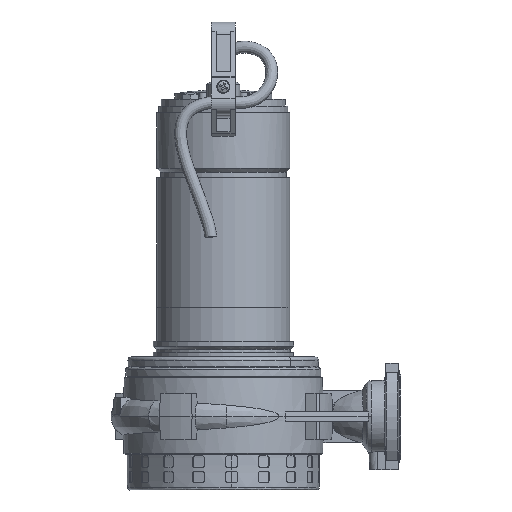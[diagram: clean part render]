
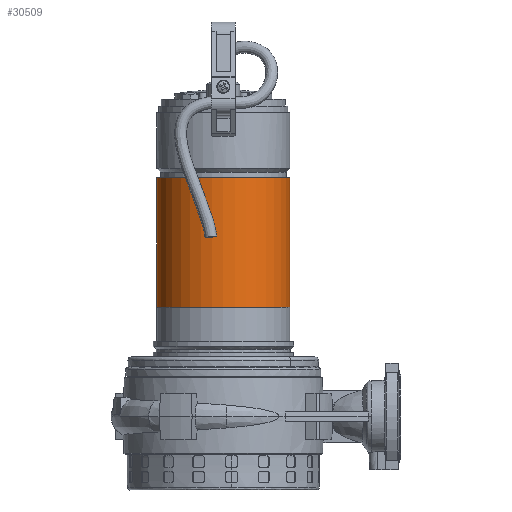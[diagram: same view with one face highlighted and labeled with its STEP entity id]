
A CAD part, front view. The second image highlights one B-rep face of the part: STEP entity #30509.
In plain terms, the highlighted cylindrical face has radius 56 mm (diameter 112 mm), a partial arc.
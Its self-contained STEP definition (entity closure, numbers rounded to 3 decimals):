
#1513 = VERTEX_POINT ( 'NONE', #13262 ) ;
#3511 = VERTEX_POINT ( 'NONE', #12820 ) ;
#3971 = VECTOR ( 'NONE', #21096, 1000. ) ;
#10383 = CARTESIAN_POINT ( 'NONE',  ( 0., 51., -56. ) ) ;
#10696 = CARTESIAN_POINT ( 'NONE',  ( 0., 160., -56. ) ) ;
#11109 = CARTESIAN_POINT ( 'NONE',  ( 0., 160., 0. ) ) ;
#12662 = AXIS2_PLACEMENT_3D ( 'NONE', #65153, #44764, #38021 ) ;
#12820 = CARTESIAN_POINT ( 'NONE',  ( 0., 160., 56. ) ) ;
#13087 = EDGE_LOOP ( 'NONE', ( #24626, #58866, #57471, #32122 ) ) ;
#13239 = DIRECTION ( 'NONE',  ( 0., 1., 0. ) ) ;
#13262 = CARTESIAN_POINT ( 'NONE',  ( 0., 51., 56. ) ) ;
#13538 = EDGE_CURVE ( 'NONE', #1513, #38622, #22719, .T. ) ;
#13594 = AXIS2_PLACEMENT_3D ( 'NONE', #45700, #13239, #56740 ) ;
#20755 = LINE ( 'NONE', #32863, #3971 ) ;
#21096 = DIRECTION ( 'NONE',  ( 0., -1., 0. ) ) ;
#22719 = CIRCLE ( 'NONE', #13594, 56. ) ;
#24626 = ORIENTED_EDGE ( 'NONE', *, *, #61078, .T. ) ;
#25325 = DIRECTION ( 'NONE',  ( 0., -1., 0. ) ) ;
#28020 = CYLINDRICAL_SURFACE ( 'NONE', #12662, 56. ) ;
#30509 = ADVANCED_FACE ( 'NONE', ( #55116 ), #28020, .T. ) ;
#32122 = ORIENTED_EDGE ( 'NONE', *, *, #61356, .F. ) ;
#32863 = CARTESIAN_POINT ( 'NONE',  ( 0., 160., 56. ) ) ;
#38021 = DIRECTION ( 'NONE',  ( 0., 0., -1. ) ) ;
#38622 = VERTEX_POINT ( 'NONE', #10383 ) ;
#41302 = AXIS2_PLACEMENT_3D ( 'NONE', #11109, #54268, #49620 ) ;
#42471 = VECTOR ( 'NONE', #25325, 1000. ) ;
#44764 = DIRECTION ( 'NONE',  ( 0., -1., 0. ) ) ;
#45700 = CARTESIAN_POINT ( 'NONE',  ( 0., 51., 0. ) ) ;
#47890 = VERTEX_POINT ( 'NONE', #10696 ) ;
#49620 = DIRECTION ( 'NONE',  ( 0., 0., -1. ) ) ;
#54268 = DIRECTION ( 'NONE',  ( 0., -1., 0. ) ) ;
#55003 = CIRCLE ( 'NONE', #41302, 56. ) ;
#55116 = FACE_OUTER_BOUND ( 'NONE', #13087, .T. ) ;
#56740 = DIRECTION ( 'NONE',  ( 0., 0., -1. ) ) ;
#57471 = ORIENTED_EDGE ( 'NONE', *, *, #13538, .T. ) ;
#58138 = CARTESIAN_POINT ( 'NONE',  ( 0., 160., -56. ) ) ;
#58866 = ORIENTED_EDGE ( 'NONE', *, *, #67300, .T. ) ;
#61078 = EDGE_CURVE ( 'NONE', #47890, #3511, #55003, .T. ) ;
#61356 = EDGE_CURVE ( 'NONE', #47890, #38622, #69188, .T. ) ;
#65153 = CARTESIAN_POINT ( 'NONE',  ( 0., 160., 0. ) ) ;
#67300 = EDGE_CURVE ( 'NONE', #3511, #1513, #20755, .T. ) ;
#69188 = LINE ( 'NONE', #58138, #42471 ) ;
